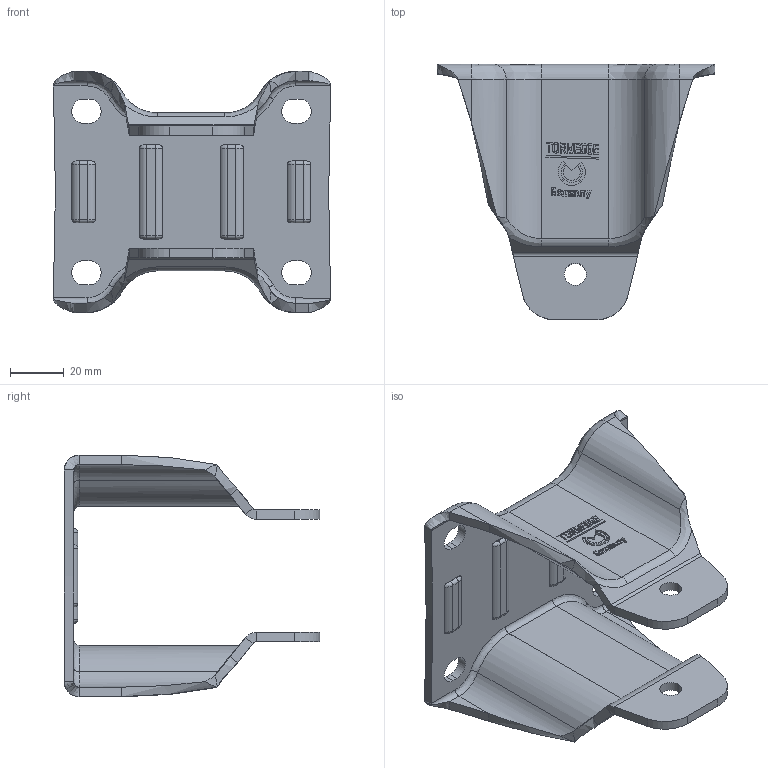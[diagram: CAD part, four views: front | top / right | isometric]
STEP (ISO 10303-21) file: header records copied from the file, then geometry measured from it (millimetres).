
FILE_DESCRIPTION (( 'STEP AP214' ), '1' );
FILE_NAME ('0019512BRL.step', '2023-02-21T08:37:18', ( '' ), ( '' ), 'SwSTEP 2.0', 'SolidWorks 2020', '' );
FILE_SCHEMA (( 'AUTOMOTIVE_DESIGN' ));
Length unit declared in the file: millimetre
Products named in the file (1): 0019512BRL
Bounding box: 103.01 x 94.79 x 89.74 mm (x, y, z)
Volume: 68291.1 mm3; surface area: 42364.4 mm2
Topology: 1 solids, 1 shells, 518 faces, 1342 edges, 858 vertices
Faces by surface type: plane 283, cylinder 165, bspline 70
Entity records: 19542 total; most frequent: CARTESIAN_POINT 7119, ORIENTED_EDGE 2684, DIRECTION 2421, EDGE_CURVE 1342, LINE 899, VECTOR 899, VERTEX_POINT 858, AXIS2_PLACEMENT_3D 761
